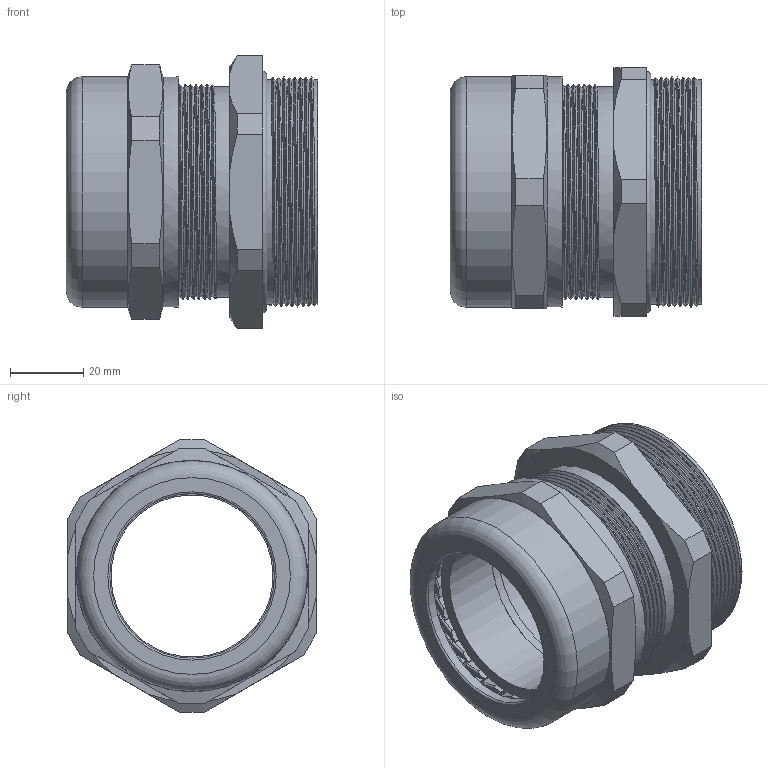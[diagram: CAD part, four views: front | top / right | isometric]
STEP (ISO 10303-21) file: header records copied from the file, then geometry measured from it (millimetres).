
FILE_DESCRIPTION(/* description */ ('Euro-Top M 63x1,5, L= 15mm'),/* implementation_level */ '2;1');
FILE_NAME(/* name */ '60480563-RST.stp',/* time_stamp */ '2019-12-04T12:00:11+01:00',/* author */ ('sl'),/* organization */ (''),/* preprocessor_version */ 'ST-DEVELOPER v16.5',/* originating_system */ 'Autodesk Inventor 2017',/* authorisation */ '');
FILE_SCHEMA (('AUTOMOTIVE_DESIGN { 1 0 10303 214 3 1 1 }'));
Length unit declared in the file: millimetre
Products named in the file (6): 60480563; 60080563; 60080563_1; 60080563_2; 60080563_3; 60480563_1
Assembly tree (5 placements, depth 2):
  60480563
    60080563
    60080563_1
    60080563_2
    60080563_3
    60480563_1
Bounding box: 68.82 x 68 x 74.71 mm (x, y, z)
Volume: 72481.7 mm3; surface area: 58460.1 mm2
Topology: 5 solids, 5 shells, 383 faces, 1046 edges, 677 vertices
Faces by surface type: plane 164, cylinder 145, torus 32, bspline 30, cone 12
Full cylindrical faces by diameter (mm): 44.4 x1, 45 x1, 45.1 x1, 50 x1, 50.8 x1, 50.9 x1, 54.2 x1, 54.3 x2, 57.3 x2, 57.598 x8, 57.6 x14, 59.122 x13, 61.478 x8, 63 x1, 63.13 x1
Entity records: 18338 total; most frequent: CARTESIAN_POINT 9855, ORIENTED_EDGE 1756, DIRECTION 1689, EDGE_CURVE 878, AXIS2_PLACEMENT_3D 652, VERTEX_POINT 581, EDGE_LOOP 387, LINE 385
